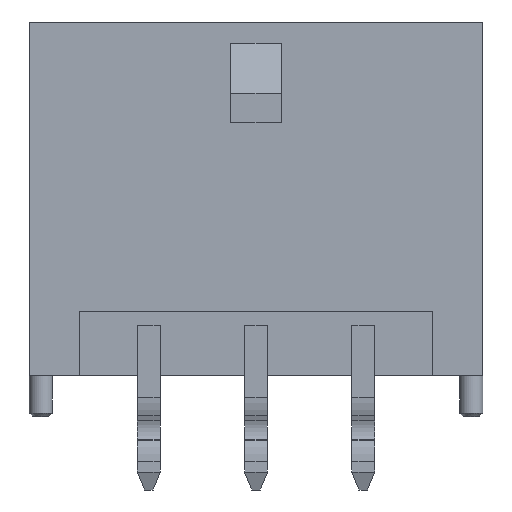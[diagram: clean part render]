
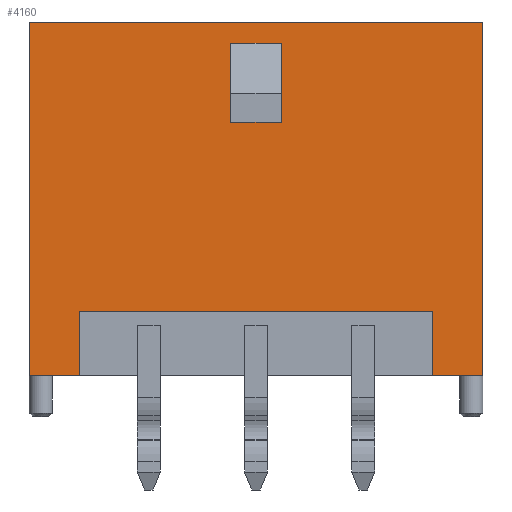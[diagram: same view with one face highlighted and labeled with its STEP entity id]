
A CAD part, left-side view. The second image highlights one B-rep face of the part: STEP entity #4160.
In plain terms, the highlighted planar face has unit normal (-1, 0, 0).
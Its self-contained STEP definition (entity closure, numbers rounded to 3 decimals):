
#552=ORIENTED_EDGE('',*,*,#1635,.T.);
#553=ORIENTED_EDGE('',*,*,#1636,.T.);
#554=ORIENTED_EDGE('',*,*,#1637,.F.);
#555=ORIENTED_EDGE('',*,*,#1638,.F.);
#556=ORIENTED_EDGE('',*,*,#1639,.F.);
#557=ORIENTED_EDGE('',*,*,#1442,.F.);
#558=ORIENTED_EDGE('',*,*,#1627,.T.);
#559=ORIENTED_EDGE('',*,*,#1402,.T.);
#560=ORIENTED_EDGE('',*,*,#1629,.F.);
#561=ORIENTED_EDGE('',*,*,#1287,.F.);
#562=ORIENTED_EDGE('',*,*,#1640,.F.);
#563=ORIENTED_EDGE('',*,*,#1641,.F.);
#1287=EDGE_CURVE('',#1886,#1879,#2284,.T.);
#1402=EDGE_CURVE('',#1992,#1991,#2399,.T.);
#1442=EDGE_CURVE('',#2029,#2030,#2438,.T.);
#1627=EDGE_CURVE('',#2029,#1992,#2623,.T.);
#1629=EDGE_CURVE('',#1879,#1991,#2625,.T.);
#1635=EDGE_CURVE('',#2156,#2157,#2631,.T.);
#1636=EDGE_CURVE('',#2157,#2158,#2632,.T.);
#1637=EDGE_CURVE('',#2159,#2158,#2633,.T.);
#1638=EDGE_CURVE('',#2156,#2159,#2634,.T.);
#1639=EDGE_CURVE('',#2030,#2160,#2635,.T.);
#1640=EDGE_CURVE('',#2161,#1886,#2636,.T.);
#1641=EDGE_CURVE('',#2160,#2161,#2637,.T.);
#1879=VERTEX_POINT('',#5619);
#1886=VERTEX_POINT('',#5634);
#1991=VERTEX_POINT('',#5863);
#1992=VERTEX_POINT('',#5865);
#2029=VERTEX_POINT('',#5950);
#2030=VERTEX_POINT('',#5952);
#2156=VERTEX_POINT('',#6312);
#2157=VERTEX_POINT('',#6313);
#2158=VERTEX_POINT('',#6315);
#2159=VERTEX_POINT('',#6317);
#2160=VERTEX_POINT('',#6320);
#2161=VERTEX_POINT('',#6322);
#2284=LINE('',#5635,#2866);
#2399=LINE('',#5864,#2981);
#2438=LINE('',#5951,#3020);
#2623=LINE('',#6298,#3205);
#2625=LINE('',#6301,#3207);
#2631=LINE('',#6311,#3213);
#2632=LINE('',#6314,#3214);
#2633=LINE('',#6316,#3215);
#2634=LINE('',#6318,#3216);
#2635=LINE('',#6319,#3217);
#2636=LINE('',#6321,#3218);
#2637=LINE('',#6323,#3219);
#2866=VECTOR('',#4581,1000.);
#2981=VECTOR('',#4714,1000.);
#3020=VECTOR('',#4773,1000.);
#3205=VECTOR('',#5032,1000.);
#3207=VECTOR('',#5036,1000.);
#3213=VECTOR('',#5048,1000.);
#3214=VECTOR('',#5049,1000.);
#3215=VECTOR('',#5050,1000.);
#3216=VECTOR('',#5051,1000.);
#3217=VECTOR('',#5052,1000.);
#3218=VECTOR('',#5053,1000.);
#3219=VECTOR('',#5054,1000.);
#3513=EDGE_LOOP('',(#552,#553,#554,#555));
#3514=EDGE_LOOP('',(#556,#557,#558,#559,#560,#561,#562,#563));
#3745=FACE_BOUND('',#3513,.T.);
#3746=FACE_BOUND('',#3514,.T.);
#3963=PLANE('',#4396);
#4160=ADVANCED_FACE('',(#3745,#3746),#3963,.T.);
#4396=AXIS2_PLACEMENT_3D('',#6310,#5046,#5047);
#4581=DIRECTION('',(0.,1.,0.));
#4714=DIRECTION('',(0.,1.,0.));
#4773=DIRECTION('',(0.,1.,0.));
#5032=DIRECTION('',(0.,0.,1.));
#5036=DIRECTION('',(0.,0.,1.));
#5046=DIRECTION('',(-1.,0.,0.));
#5047=DIRECTION('',(0.,0.,1.));
#5048=DIRECTION('',(0.,0.,1.));
#5049=DIRECTION('',(0.,-1.,0.));
#5050=DIRECTION('',(0.,0.,1.));
#5051=DIRECTION('',(0.,-1.,0.));
#5052=DIRECTION('',(0.,0.,1.));
#5053=DIRECTION('',(0.,0.,-1.));
#5054=DIRECTION('',(0.,1.,0.));
#5619=CARTESIAN_POINT('',(-3.43,6.35,-4.95));
#5634=CARTESIAN_POINT('',(-3.43,4.95,-4.95));
#5635=CARTESIAN_POINT('',(-3.43,-6.35,-4.95));
#5863=CARTESIAN_POINT('',(-3.43,6.35,4.95));
#5864=CARTESIAN_POINT('',(-3.43,-6.35,4.95));
#5865=CARTESIAN_POINT('',(-3.43,-6.35,4.95));
#5950=CARTESIAN_POINT('',(-3.43,-6.35,-4.95));
#5951=CARTESIAN_POINT('',(-3.43,-6.35,-4.95));
#5952=CARTESIAN_POINT('',(-3.43,-4.95,-4.95));
#6298=CARTESIAN_POINT('',(-3.43,-6.35,-4.95));
#6301=CARTESIAN_POINT('',(-3.43,6.35,-4.95));
#6310=CARTESIAN_POINT('',(-3.43,-6.35,-4.95));
#6311=CARTESIAN_POINT('',(-3.43,0.7,2.15));
#6312=CARTESIAN_POINT('',(-3.43,0.7,2.15));
#6313=CARTESIAN_POINT('',(-3.43,0.7,4.35));
#6314=CARTESIAN_POINT('',(-3.43,0.7,4.35));
#6315=CARTESIAN_POINT('',(-3.43,-0.7,4.35));
#6316=CARTESIAN_POINT('',(-3.43,-0.7,2.15));
#6317=CARTESIAN_POINT('',(-3.43,-0.7,2.15));
#6318=CARTESIAN_POINT('',(-3.43,0.7,2.15));
#6319=CARTESIAN_POINT('',(-3.43,-4.95,-4.95));
#6320=CARTESIAN_POINT('',(-3.43,-4.95,-3.15));
#6321=CARTESIAN_POINT('',(-3.43,4.95,-3.15));
#6322=CARTESIAN_POINT('',(-3.43,4.95,-3.15));
#6323=CARTESIAN_POINT('',(-3.43,-4.95,-3.15));
